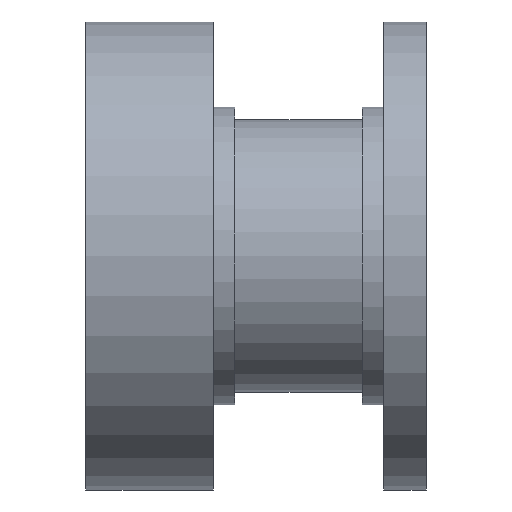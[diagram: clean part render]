
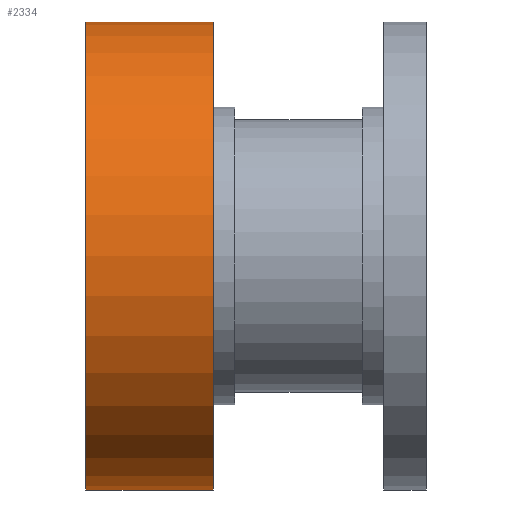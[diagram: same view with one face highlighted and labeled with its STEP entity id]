
A CAD part, top view. The second image highlights one B-rep face of the part: STEP entity #2334.
In plain terms, the highlighted cylindrical face has radius 1397 mm (diameter 2794 mm), a partial arc.
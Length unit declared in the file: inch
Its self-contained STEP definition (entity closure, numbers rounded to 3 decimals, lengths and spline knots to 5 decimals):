
#919=CARTESIAN_POINT('',(75.,0.,0.));
#920=DIRECTION('',(1.,0.,0.));
#921=DIRECTION('',(0.,1.,0.));
#922=AXIS2_PLACEMENT_3D('',#919,#920,#921);
#927=DIRECTION('',(-1.,0.,0.));
#928=VECTOR('',#927,30.);
#929=CARTESIAN_POINT('',(75.,55.,0.));
#930=LINE('',#929,#928);
#934=DIRECTION('',(-1.,0.,0.));
#935=VECTOR('',#934,30.);
#936=CARTESIAN_POINT('',(75.,-55.,0.));
#937=LINE('',#936,#935);
#957=CARTESIAN_POINT('',(45.,0.,0.));
#958=DIRECTION('',(1.,0.,0.));
#959=DIRECTION('',(0.,1.,0.));
#960=AXIS2_PLACEMENT_3D('',#957,#958,#959);
#1479=CARTESIAN_POINT('',(75.,55.,0.));
#1480=CARTESIAN_POINT('',(45.,55.,0.));
#1481=VERTEX_POINT('',#1479);
#1482=VERTEX_POINT('',#1480);
#1515=CARTESIAN_POINT('',(75.,-55.,0.));
#1516=CARTESIAN_POINT('',(45.,-55.,0.));
#1517=VERTEX_POINT('',#1515);
#1518=VERTEX_POINT('',#1516);
#2320=CARTESIAN_POINT('',(-6.25,0.,0.));
#2321=DIRECTION('',(1.,0.,0.));
#2322=DIRECTION('',(0.,-1.,0.));
#2323=AXIS2_PLACEMENT_3D('',#2320,#2321,#2322);
#2324=CYLINDRICAL_SURFACE('',#2323,55.);
#2326=ORIENTED_EDGE('',*,*,#2325,.F.);
#2327=ORIENTED_EDGE('',*,*,#2242,.T.);
#2329=ORIENTED_EDGE('',*,*,#2328,.T.);
#2331=ORIENTED_EDGE('',*,*,#2330,.F.);
#2332=EDGE_LOOP('',(#2326,#2327,#2329,#2331));
#2333=FACE_OUTER_BOUND('',#2332,.F.);
#923=CIRCLE('',#922,55.);
#961=CIRCLE('',#960,55.);
#2242=EDGE_CURVE('',#1481,#1517,#923,.T.);
#2325=EDGE_CURVE('',#1481,#1482,#930,.T.);
#2328=EDGE_CURVE('',#1517,#1518,#937,.T.);
#2330=EDGE_CURVE('',#1482,#1518,#961,.T.);
#2334=ADVANCED_FACE('',(#2333),#2324,.T.);
